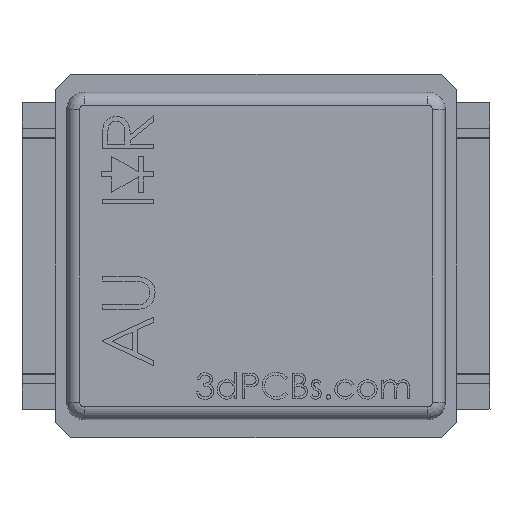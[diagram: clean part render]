
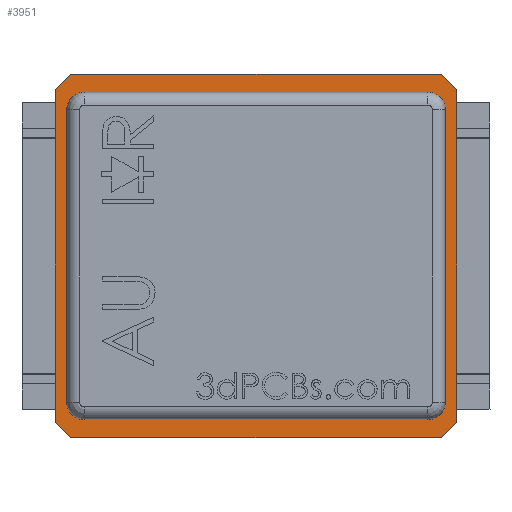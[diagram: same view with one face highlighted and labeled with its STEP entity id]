
A CAD part, top view. The second image highlights one B-rep face of the part: STEP entity #3951.
In plain terms, the highlighted planar face has unit normal (0, 0, 1).
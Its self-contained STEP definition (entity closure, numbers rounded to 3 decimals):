
#3149 = VERTEX_POINT('',#3150);
#3150 = CARTESIAN_POINT('',(3.915,3.248,0.5));
#3156 = EDGE_CURVE('',#3157,#3149,#3159,.T.);
#3157 = VERTEX_POINT('',#3158);
#3158 = CARTESIAN_POINT('',(3.915,-3.252,0.5));
#3159 = LINE('',#3160,#3161);
#3160 = CARTESIAN_POINT('',(3.915,3.248,0.5));
#3161 = VECTOR('',#3162,1.);
#3162 = DIRECTION('',(0.,1.,0.));
#3347 = VERTEX_POINT('',#3348);
#3348 = CARTESIAN_POINT('',(-3.935,-3.252,0.5));
#3354 = EDGE_CURVE('',#3355,#3347,#3357,.T.);
#3355 = VERTEX_POINT('',#3356);
#3356 = CARTESIAN_POINT('',(-3.935,3.248,0.5));
#3357 = LINE('',#3358,#3359);
#3358 = CARTESIAN_POINT('',(-3.935,3.248,0.5));
#3359 = VECTOR('',#3360,1.);
#3360 = DIRECTION('',(0.,-1.,0.));
#3951 = ADVANCED_FACE('',(#3952,#4000),#4070,.T.);
#3952 = FACE_BOUND('',#3953,.T.);
#3953 = EDGE_LOOP('',(#3954,#3962,#3963,#3971,#3979,#3985,#3986,#3994));
#3954 = ORIENTED_EDGE('',*,*,#3955,.T.);
#3955 = EDGE_CURVE('',#3956,#3355,#3958,.T.);
#3956 = VERTEX_POINT('',#3957);
#3957 = CARTESIAN_POINT('',(-3.635,3.548,0.5));
#3958 = LINE('',#3959,#3960);
#3959 = CARTESIAN_POINT('',(-3.935,3.248,0.5));
#3960 = VECTOR('',#3961,1.);
#3961 = DIRECTION('',(-0.707,-0.707,0.));
#3962 = ORIENTED_EDGE('',*,*,#3354,.T.);
#3963 = ORIENTED_EDGE('',*,*,#3964,.T.);
#3964 = EDGE_CURVE('',#3347,#3965,#3967,.T.);
#3965 = VERTEX_POINT('',#3966);
#3966 = CARTESIAN_POINT('',(-3.635,-3.552,0.5));
#3967 = LINE('',#3968,#3969);
#3968 = CARTESIAN_POINT('',(-3.935,-3.252,0.5));
#3969 = VECTOR('',#3970,1.);
#3970 = DIRECTION('',(0.707,-0.707,0.));
#3971 = ORIENTED_EDGE('',*,*,#3972,.T.);
#3972 = EDGE_CURVE('',#3965,#3973,#3975,.T.);
#3973 = VERTEX_POINT('',#3974);
#3974 = CARTESIAN_POINT('',(3.615,-3.552,0.5));
#3975 = LINE('',#3976,#3977);
#3976 = CARTESIAN_POINT('',(-3.635,-3.552,0.5));
#3977 = VECTOR('',#3978,1.);
#3978 = DIRECTION('',(1.,0.,0.));
#3979 = ORIENTED_EDGE('',*,*,#3980,.T.);
#3980 = EDGE_CURVE('',#3973,#3157,#3981,.T.);
#3981 = LINE('',#3982,#3983);
#3982 = CARTESIAN_POINT('',(3.915,-3.252,0.5));
#3983 = VECTOR('',#3984,1.);
#3984 = DIRECTION('',(0.707,0.707,0.));
#3985 = ORIENTED_EDGE('',*,*,#3156,.T.);
#3986 = ORIENTED_EDGE('',*,*,#3987,.T.);
#3987 = EDGE_CURVE('',#3149,#3988,#3990,.T.);
#3988 = VERTEX_POINT('',#3989);
#3989 = CARTESIAN_POINT('',(3.615,3.548,0.5));
#3990 = LINE('',#3991,#3992);
#3991 = CARTESIAN_POINT('',(3.915,3.248,0.5));
#3992 = VECTOR('',#3993,1.);
#3993 = DIRECTION('',(-0.707,0.707,0.));
#3994 = ORIENTED_EDGE('',*,*,#3995,.T.);
#3995 = EDGE_CURVE('',#3988,#3956,#3996,.T.);
#3996 = LINE('',#3997,#3998);
#3997 = CARTESIAN_POINT('',(-3.635,3.548,0.5));
#3998 = VECTOR('',#3999,1.);
#3999 = DIRECTION('',(-1.,0.,0.));
#4000 = FACE_BOUND('',#4001,.T.);
#4001 = EDGE_LOOP('',(#4002,#4013,#4021,#4030,#4038,#4047,#4055,#4064));
#4002 = ORIENTED_EDGE('',*,*,#4003,.F.);
#4003 = EDGE_CURVE('',#4004,#4006,#4008,.T.);
#4004 = VERTEX_POINT('',#4005);
#4005 = CARTESIAN_POINT('',(-3.37,3.198,0.5));
#4006 = VERTEX_POINT('',#4007);
#4007 = CARTESIAN_POINT('',(-3.71,2.858,0.5));
#4008 = CIRCLE('',#4009,0.34);
#4009 = AXIS2_PLACEMENT_3D('',#4010,#4011,#4012);
#4010 = CARTESIAN_POINT('',(-3.37,2.858,0.5));
#4011 = DIRECTION('',(0.,-0.,1.));
#4012 = DIRECTION('',(1.,0.,0.));
#4013 = ORIENTED_EDGE('',*,*,#4014,.F.);
#4014 = EDGE_CURVE('',#4015,#4004,#4017,.T.);
#4015 = VERTEX_POINT('',#4016);
#4016 = CARTESIAN_POINT('',(3.35,3.198,0.5));
#4017 = LINE('',#4018,#4019);
#4018 = CARTESIAN_POINT('',(-3.37,3.198,0.5));
#4019 = VECTOR('',#4020,1.);
#4020 = DIRECTION('',(-1.,0.,0.));
#4021 = ORIENTED_EDGE('',*,*,#4022,.F.);
#4022 = EDGE_CURVE('',#4023,#4015,#4025,.T.);
#4023 = VERTEX_POINT('',#4024);
#4024 = CARTESIAN_POINT('',(3.69,2.858,0.5));
#4025 = CIRCLE('',#4026,0.34);
#4026 = AXIS2_PLACEMENT_3D('',#4027,#4028,#4029);
#4027 = CARTESIAN_POINT('',(3.35,2.858,0.5));
#4028 = DIRECTION('',(0.,-0.,1.));
#4029 = DIRECTION('',(1.,0.,0.));
#4030 = ORIENTED_EDGE('',*,*,#4031,.F.);
#4031 = EDGE_CURVE('',#4032,#4023,#4034,.T.);
#4032 = VERTEX_POINT('',#4033);
#4033 = CARTESIAN_POINT('',(3.69,-2.862,0.5));
#4034 = LINE('',#4035,#4036);
#4035 = CARTESIAN_POINT('',(3.69,2.858,0.5));
#4036 = VECTOR('',#4037,1.);
#4037 = DIRECTION('',(0.,1.,0.));
#4038 = ORIENTED_EDGE('',*,*,#4039,.F.);
#4039 = EDGE_CURVE('',#4040,#4032,#4042,.T.);
#4040 = VERTEX_POINT('',#4041);
#4041 = CARTESIAN_POINT('',(3.35,-3.202,0.5));
#4042 = CIRCLE('',#4043,0.34);
#4043 = AXIS2_PLACEMENT_3D('',#4044,#4045,#4046);
#4044 = CARTESIAN_POINT('',(3.35,-2.862,0.5));
#4045 = DIRECTION('',(0.,-0.,1.));
#4046 = DIRECTION('',(1.,0.,0.));
#4047 = ORIENTED_EDGE('',*,*,#4048,.F.);
#4048 = EDGE_CURVE('',#4049,#4040,#4051,.T.);
#4049 = VERTEX_POINT('',#4050);
#4050 = CARTESIAN_POINT('',(-3.37,-3.202,0.5));
#4051 = LINE('',#4052,#4053);
#4052 = CARTESIAN_POINT('',(-3.37,-3.202,0.5));
#4053 = VECTOR('',#4054,1.);
#4054 = DIRECTION('',(1.,0.,0.));
#4055 = ORIENTED_EDGE('',*,*,#4056,.F.);
#4056 = EDGE_CURVE('',#4057,#4049,#4059,.T.);
#4057 = VERTEX_POINT('',#4058);
#4058 = CARTESIAN_POINT('',(-3.71,-2.862,0.5));
#4059 = CIRCLE('',#4060,0.34);
#4060 = AXIS2_PLACEMENT_3D('',#4061,#4062,#4063);
#4061 = CARTESIAN_POINT('',(-3.37,-2.862,0.5));
#4062 = DIRECTION('',(0.,-0.,1.));
#4063 = DIRECTION('',(1.,0.,0.));
#4064 = ORIENTED_EDGE('',*,*,#4065,.F.);
#4065 = EDGE_CURVE('',#4006,#4057,#4066,.T.);
#4066 = LINE('',#4067,#4068);
#4067 = CARTESIAN_POINT('',(-3.71,2.858,0.5));
#4068 = VECTOR('',#4069,1.);
#4069 = DIRECTION('',(0.,-1.,0.));
#4070 = PLANE('',#4071);
#4071 = AXIS2_PLACEMENT_3D('',#4072,#4073,#4074);
#4072 = CARTESIAN_POINT('',(-0.01,7.173,0.5));
#4073 = DIRECTION('',(0.,0.,1.));
#4074 = DIRECTION('',(1.,0.,0.));
